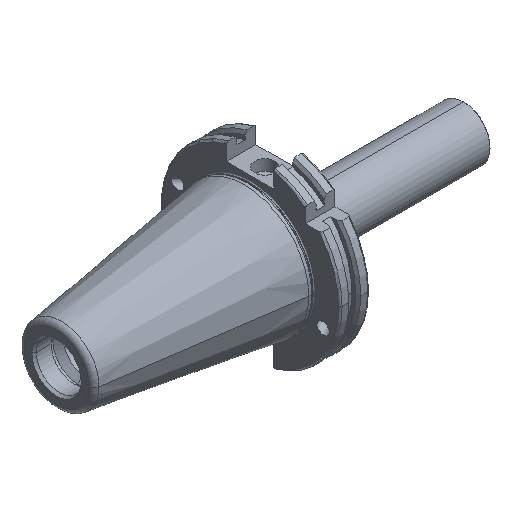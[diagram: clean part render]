
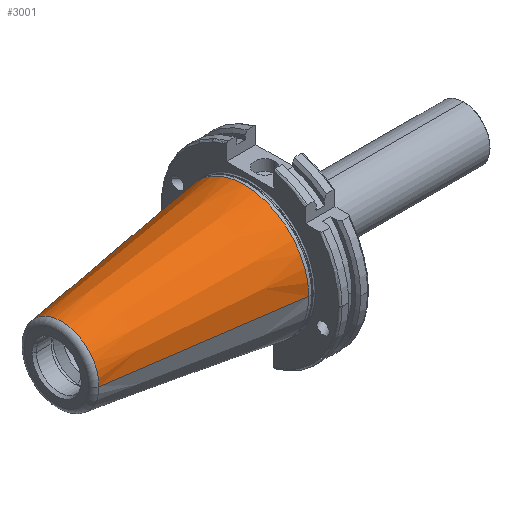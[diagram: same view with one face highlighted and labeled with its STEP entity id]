
A CAD part, isometric view. The second image highlights one B-rep face of the part: STEP entity #3001.
In plain terms, the highlighted conical face has half-angle 8.297 degrees and reference radius 34.925 mm.
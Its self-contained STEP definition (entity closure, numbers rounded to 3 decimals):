
#213 = DIRECTION ( 'NONE',  ( 0.99, 0.144, 0. ) ) ;
#235 = DIRECTION ( 'NONE',  ( 0., 1., 0. ) ) ;
#295 = VERTEX_POINT ( 'NONE', #2776 ) ;
#407 = ORIENTED_EDGE ( 'NONE', *, *, #1722, .F. ) ;
#554 = EDGE_CURVE ( 'NONE', #295, #1608, #3545, .T. ) ;
#875 = DIRECTION ( 'NONE',  ( 1., 0., 0. ) ) ;
#1113 = EDGE_CURVE ( 'NONE', #3697, #1945, #2121, .T. ) ;
#1278 = DIRECTION ( 'NONE',  ( -1., 0., 0. ) ) ;
#1608 = VERTEX_POINT ( 'NONE', #2565 ) ;
#1638 = AXIS2_PLACEMENT_3D ( 'NONE', #3939, #875, #235 ) ;
#1722 = EDGE_CURVE ( 'NONE', #3697, #295, #2117, .T. ) ;
#1747 = ORIENTED_EDGE ( 'NONE', *, *, #554, .F. ) ;
#1811 = CONICAL_SURFACE ( 'NONE', #1638, 34.925, 0.145 ) ;
#1898 = DIRECTION ( 'NONE',  ( 0., -1., 0. ) ) ;
#1945 = VERTEX_POINT ( 'NONE', #3463 ) ;
#2011 = FACE_OUTER_BOUND ( 'NONE', #3952, .T. ) ;
#2117 = CIRCLE ( 'NONE', #4025, 20.461 ) ;
#2121 = LINE ( 'NONE', #3383, #2211 ) ;
#2197 = DIRECTION ( 'NONE',  ( 0.99, -0.144, 0. ) ) ;
#2211 = VECTOR ( 'NONE', #2197, 1000. ) ;
#2251 = EDGE_CURVE ( 'NONE', #1945, #1608, #2295, .T. ) ;
#2295 = CIRCLE ( 'NONE', #3446, 34.925 ) ;
#2476 = ORIENTED_EDGE ( 'NONE', *, *, #1113, .T. ) ;
#2481 = CARTESIAN_POINT ( 'NONE',  ( -99.183, 0., 0. ) ) ;
#2565 = CARTESIAN_POINT ( 'NONE',  ( 0., 34.925, 0. ) ) ;
#2701 = CARTESIAN_POINT ( 'NONE',  ( 0., 34.925, 0. ) ) ;
#2776 = CARTESIAN_POINT ( 'NONE',  ( -99.183, 20.461, 0. ) ) ;
#3001 = ADVANCED_FACE ( 'NONE', ( #2011 ), #1811, .T. ) ;
#3089 = CARTESIAN_POINT ( 'NONE',  ( 0., 0., 0. ) ) ;
#3171 = DIRECTION ( 'NONE',  ( -1., 0., 0. ) ) ;
#3383 = CARTESIAN_POINT ( 'NONE',  ( 0., -34.925, 0. ) ) ;
#3408 = DIRECTION ( 'NONE',  ( 0., -1., 0. ) ) ;
#3446 = AXIS2_PLACEMENT_3D ( 'NONE', #3089, #1278, #3408 ) ;
#3463 = CARTESIAN_POINT ( 'NONE',  ( 0., -34.925, 0. ) ) ;
#3475 = CARTESIAN_POINT ( 'NONE',  ( -99.183, -20.461, 0. ) ) ;
#3545 = LINE ( 'NONE', #2701, #3750 ) ;
#3697 = VERTEX_POINT ( 'NONE', #3475 ) ;
#3707 = ORIENTED_EDGE ( 'NONE', *, *, #2251, .T. ) ;
#3750 = VECTOR ( 'NONE', #213, 1000. ) ;
#3939 = CARTESIAN_POINT ( 'NONE',  ( 0., 0., 0. ) ) ;
#3952 = EDGE_LOOP ( 'NONE', ( #407, #2476, #3707, #1747 ) ) ;
#4025 = AXIS2_PLACEMENT_3D ( 'NONE', #2481, #3171, #1898 ) ;
